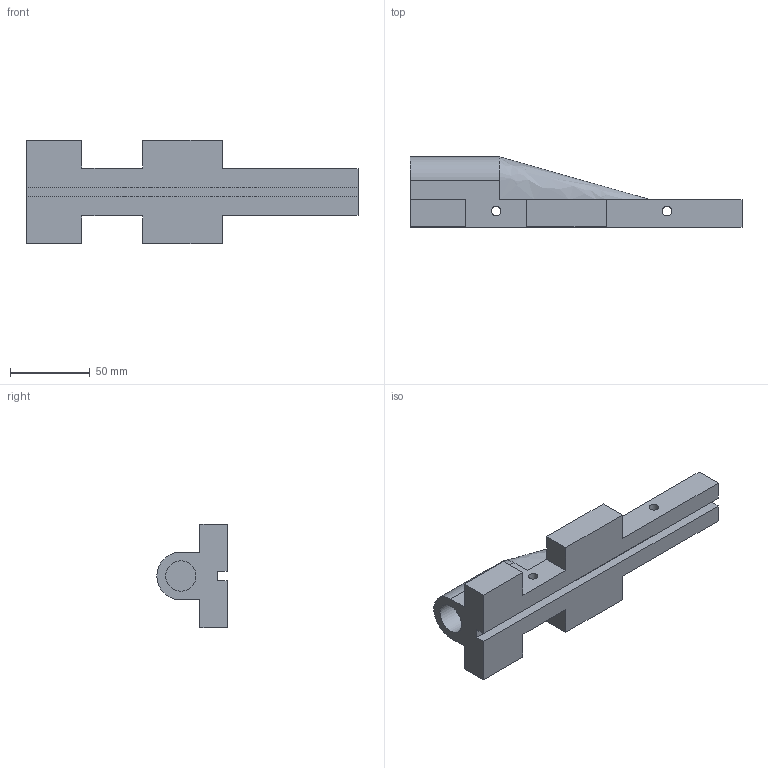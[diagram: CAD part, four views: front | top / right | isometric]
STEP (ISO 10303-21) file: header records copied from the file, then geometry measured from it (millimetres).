
FILE_DESCRIPTION(/* description */ (''),/* implementation_level */ '2;1');
FILE_NAME(/* name */ 'base.step',/* time_stamp */ '2023-10-27T19:12:22+04:00',/* author */ (''),/* organization */ (''),/* preprocessor_version */ 'ST-DEVELOPER v20',/* originating_system */ 'Autodesk Translation Framework v12.14.0.127',/* authorisation */ '');
FILE_SCHEMA (('AUTOMOTIVE_DESIGN { 1 0 10303 214 3 1 1 }'));
Length unit declared in the file: millimetre
Products named in the file (1): FusionComponent
Bounding box: 208 x 44 x 65 mm (x, y, z)
Volume: 196932.6 mm3; surface area: 40038.8 mm2
Topology: 1 solids, 1 shells, 31 faces, 84 edges, 56 vertices
Faces by surface type: plane 25, cylinder 4, bspline 2
Full cylindrical faces by diameter (mm): 6 x2, 19 x1
Entity records: 1110 total; most frequent: CARTESIAN_POINT 284, ORIENTED_EDGE 168, DIRECTION 151, EDGE_CURVE 84, LINE 73, VECTOR 73, VERTEX_POINT 56, AXIS2_PLACEMENT_3D 39
